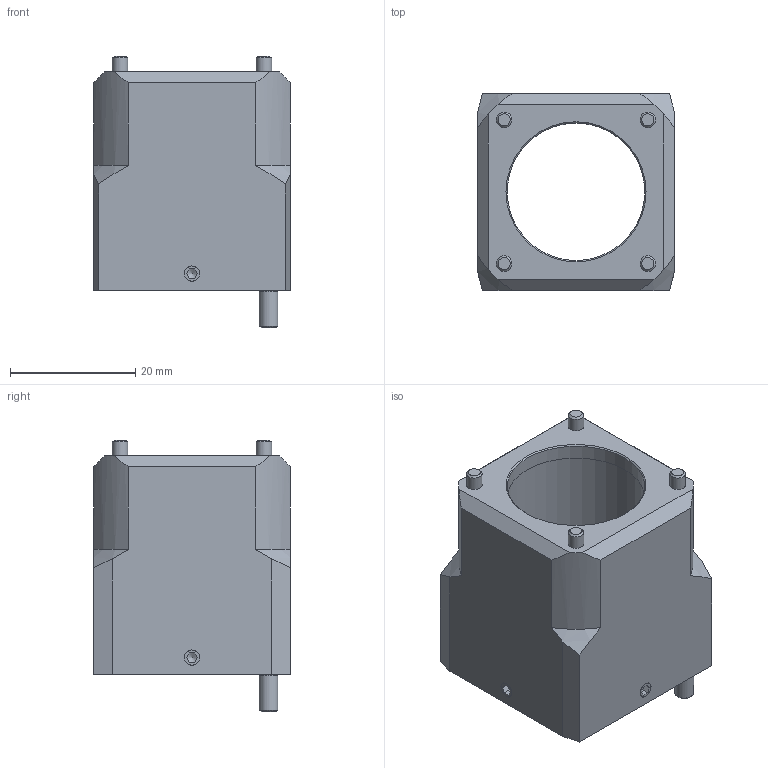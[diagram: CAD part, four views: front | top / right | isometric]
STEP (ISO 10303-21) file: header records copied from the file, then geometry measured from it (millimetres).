
FILE_DESCRIPTION(/* description */ (''),/* implementation_level */ '2;1');
FILE_NAME(/* name */ 'CAD_108257.stp',/* time_stamp */ '2021-01-19T10:19:34+01:00',/* author */ ('Hypex'),/* organization */ ('Hypex'),/* preprocessor_version */ 'ST-DEVELOPER v18',/* originating_system */ 'Autodesk Inventor 2020',/* authorisation */ '');
FILE_SCHEMA (('AUTOMOTIVE_DESIGN { 1 0 10303 214 3 1 1 }'));
Length unit declared in the file: millimetre
Products named in the file (1): CAD_108257
Bounding box: 31.5 x 31.5 x 43.5 mm (x, y, z)
Volume: 17397.1 mm3; surface area: 9405.3 mm2
Topology: 1 solids, 1 shells, 157 faces, 429 edges, 296 vertices
Faces by surface type: plane 93, cylinder 30, cone 28, torus 6
Full cylindrical faces by diameter (mm): 2.459 x8, 2.5 x4, 3 x1, 4.5 x4, 5.5 x4, 22 x1, 23 x1, 25 x1
Entity records: 5282 total; most frequent: CARTESIAN_POINT 1153, ORIENTED_EDGE 840, DIRECTION 803, EDGE_CURVE 420, AXIS2_PLACEMENT_3D 305, VERTEX_POINT 296, LINE 193, VECTOR 193
